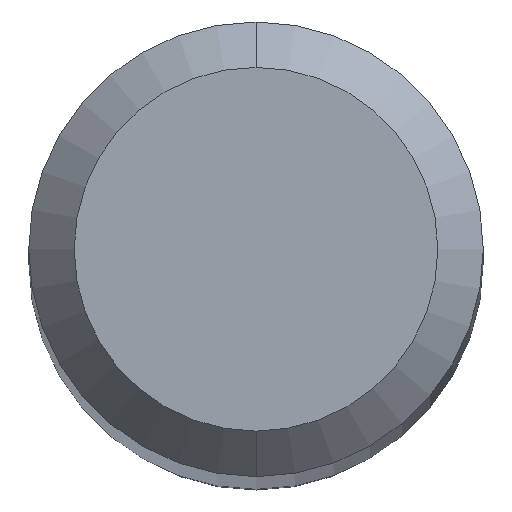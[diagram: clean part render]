
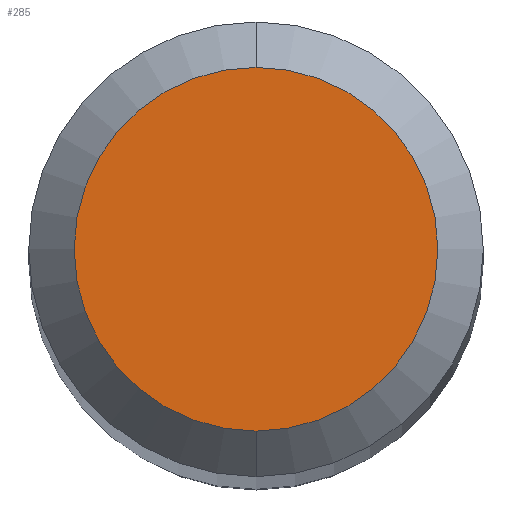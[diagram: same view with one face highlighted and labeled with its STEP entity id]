
A CAD part, top view. The second image highlights one B-rep face of the part: STEP entity #285.
In plain terms, the highlighted planar face has unit normal (0, 0, 1).
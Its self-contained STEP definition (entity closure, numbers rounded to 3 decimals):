
#207=VERTEX_POINT('',#517);
#243=VERTEX_POINT('',#559);
#285=ADVANCED_FACE('',(#604),#605,.T.);
#327=EDGE_CURVE('',#207,#243,#650,.T.);
#361=EDGE_CURVE('',#243,#207,#686,.T.);
#517=CARTESIAN_POINT('',(0.,-1.2,0.0));
#559=CARTESIAN_POINT('',(0.0,1.2,0.0));
#604=FACE_OUTER_BOUND('',#1073,.T.);
#605=PLANE('',#1074);
#650=CIRCLE('',#1173,1.2);
#686=CIRCLE('',#1232,1.2);
#1073=EDGE_LOOP('',(#1583,#1584));
#1074=AXIS2_PLACEMENT_3D('',#1585,#1586,#1587);
#1173=AXIS2_PLACEMENT_3D('',#1630,#1631,#1632);
#1232=AXIS2_PLACEMENT_3D('',#1657,#1658,#1659);
#1583=ORIENTED_EDGE('',*,*,#361,.F.);
#1584=ORIENTED_EDGE('',*,*,#327,.F.);
#1585=CARTESIAN_POINT('',(0.0,0.6,0.0));
#1586=DIRECTION('',(-0.0,0.0,1.0));
#1587=DIRECTION('',(0.0,-1.0,0.0));
#1630=CARTESIAN_POINT('',(0.0,0.0,0.0));
#1631=DIRECTION('',(0.0,0.0,-1.0));
#1632=DIRECTION('',(0.0,1.0,0.0));
#1657=CARTESIAN_POINT('',(0.0,0.0,0.0));
#1658=DIRECTION('',(0.0,0.0,-1.0));
#1659=DIRECTION('',(0.0,1.0,0.0));
